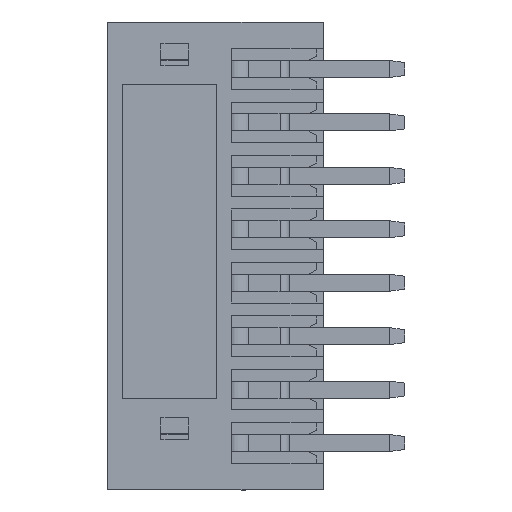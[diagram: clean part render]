
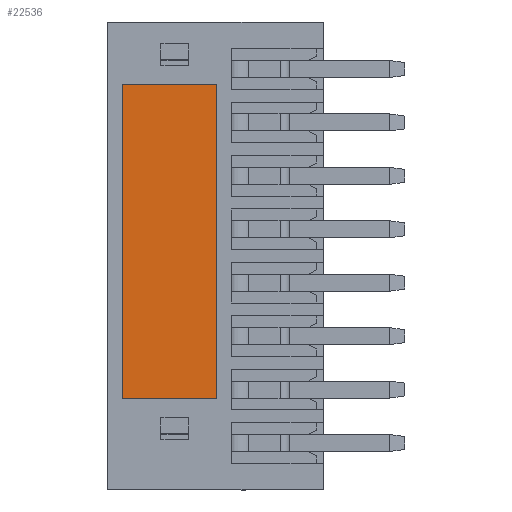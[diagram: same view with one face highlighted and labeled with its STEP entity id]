
A CAD part, left-side view. The second image highlights one B-rep face of the part: STEP entity #22536.
In plain terms, the highlighted planar face has unit normal (-1, 0, 0).
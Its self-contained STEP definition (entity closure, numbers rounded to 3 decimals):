
#3067 = ORIENTED_EDGE ( 'NONE', *, *, #28948, .T. ) ;
#4585 = FACE_OUTER_BOUND ( 'NONE', #13864, .T. ) ;
#5480 = ORIENTED_EDGE ( 'NONE', *, *, #5558, .T. ) ;
#5558 = EDGE_CURVE ( 'NONE', #37055, #8182, #23835, .T. ) ;
#8182 = VERTEX_POINT ( 'NONE', #13880 ) ;
#8364 = ORIENTED_EDGE ( 'NONE', *, *, #33463, .T. ) ;
#10295 = CARTESIAN_POINT ( 'NONE',  ( 0.7, 9.4, -2.925 ) ) ;
#10812 = CARTESIAN_POINT ( 'NONE',  ( 0.7, 5., -2.925 ) ) ;
#11145 = CARTESIAN_POINT ( 'NONE',  ( 0.7, 5., -2.925 ) ) ;
#13864 = EDGE_LOOP ( 'NONE', ( #5480, #25292, #8364, #3067 ) ) ;
#13880 = CARTESIAN_POINT ( 'NONE',  ( 0.7, 5., -17.625 ) ) ;
#13990 = DIRECTION ( 'NONE',  ( 0., -1., 0. ) ) ;
#14390 = VERTEX_POINT ( 'NONE', #10812 ) ;
#15284 = EDGE_CURVE ( 'NONE', #8182, #14390, #37641, .T. ) ;
#15306 = CARTESIAN_POINT ( 'NONE',  ( 0.7, 9.4, -17.625 ) ) ;
#15987 = AXIS2_PLACEMENT_3D ( 'NONE', #23866, #40706, #20439 ) ;
#16417 = VECTOR ( 'NONE', #24856, 1000. ) ;
#16901 = VECTOR ( 'NONE', #41570, 1000. ) ;
#19940 = VECTOR ( 'NONE', #13990, 1000. ) ;
#20439 = DIRECTION ( 'NONE',  ( 0., 0., -1. ) ) ;
#22536 = ADVANCED_FACE ( 'NONE', ( #4585 ), #30863, .F. ) ;
#23835 = LINE ( 'NONE', #27047, #19940 ) ;
#23866 = CARTESIAN_POINT ( 'NONE',  ( 0.7, 7.2, -10.275 ) ) ;
#24856 = DIRECTION ( 'NONE',  ( 0., 0., 1. ) ) ;
#25160 = LINE ( 'NONE', #34946, #16901 ) ;
#25292 = ORIENTED_EDGE ( 'NONE', *, *, #15284, .T. ) ;
#27047 = CARTESIAN_POINT ( 'NONE',  ( 0.7, 5., -17.625 ) ) ;
#28948 = EDGE_CURVE ( 'NONE', #40107, #37055, #25160, .T. ) ;
#29959 = DIRECTION ( 'NONE',  ( 0., 1., 0. ) ) ;
#30863 = PLANE ( 'NONE',  #15987 ) ;
#33463 = EDGE_CURVE ( 'NONE', #14390, #40107, #39978, .T. ) ;
#33898 = CARTESIAN_POINT ( 'NONE',  ( 0.7, 9.4, -2.925 ) ) ;
#34946 = CARTESIAN_POINT ( 'NONE',  ( 0.7, 9.4, -17.625 ) ) ;
#37055 = VERTEX_POINT ( 'NONE', #15306 ) ;
#37641 = LINE ( 'NONE', #11145, #16417 ) ;
#39348 = VECTOR ( 'NONE', #29959, 1000. ) ;
#39978 = LINE ( 'NONE', #10295, #39348 ) ;
#40107 = VERTEX_POINT ( 'NONE', #33898 ) ;
#40706 = DIRECTION ( 'NONE',  ( 1., 0., 0. ) ) ;
#41570 = DIRECTION ( 'NONE',  ( 0., 0., -1. ) ) ;
